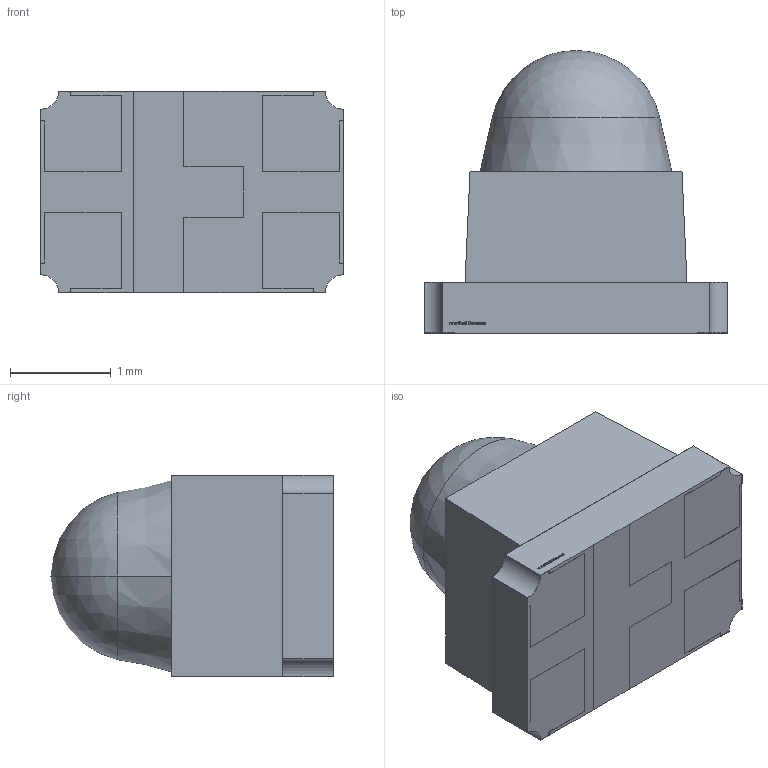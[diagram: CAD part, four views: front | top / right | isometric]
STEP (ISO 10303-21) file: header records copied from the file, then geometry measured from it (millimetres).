
FILE_DESCRIPTION (( 'STEP AP214' ), '1' );
FILE_NAME ('XZxx50W-2.STEP', '2015-09-11T18:05:09', ( '' ), ( '' ), 'SwSTEP 2.0', 'SolidWorks 2012', '' );
FILE_SCHEMA (( 'AUTOMOTIVE_DESIGN' ));
Length unit declared in the file: millimetre
Products named in the file (1): XZxx50W-2
Bounding box: 3 x 2.8 x 2 mm (x, y, z)
Volume: 9.9 mm3; surface area: 45.4 mm2
Topology: 8 solids, 8 shells, 325 faces, 861 edges, 573 vertices
Faces by surface type: plane 210, bspline 99, cylinder 12, sphere 2, cone 2
Entity records: 14642 total; most frequent: CARTESIAN_POINT 7115, ORIENTED_EDGE 1722, DIRECTION 1149, EDGE_CURVE 861, VECTOR 631, LINE 631, VERTEX_POINT 573, EDGE_LOOP 346
